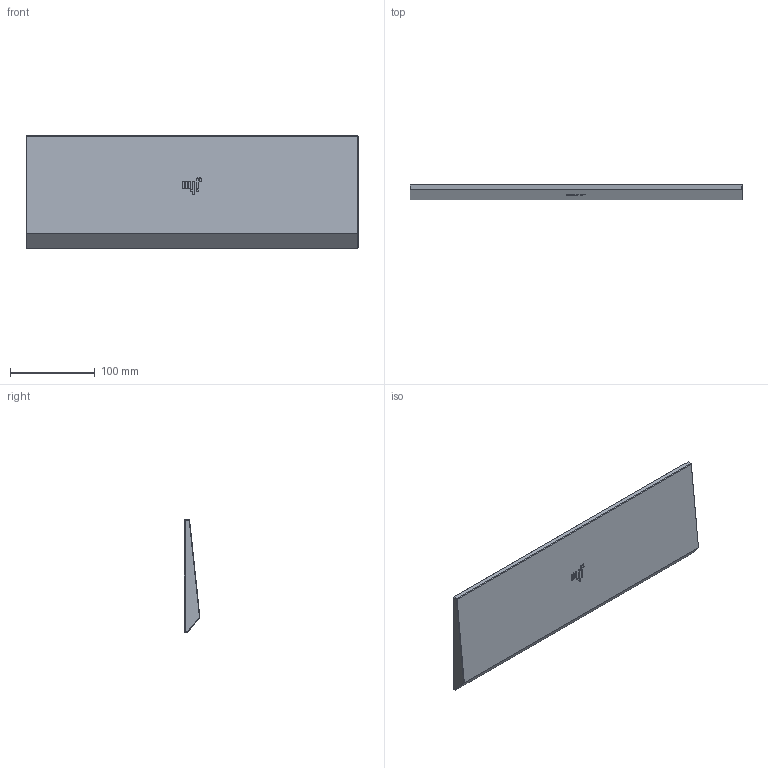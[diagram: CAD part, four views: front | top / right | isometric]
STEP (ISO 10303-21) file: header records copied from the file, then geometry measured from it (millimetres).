
FILE_DESCRIPTION (( 'STEP AP214' ), '1' );
FILE_NAME ('BottomPlateV2.STEP', '2020-10-30T19:33:56', ( '' ), ( '' ), 'SwSTEP 2.0', 'SolidWorks 2020', '' );
FILE_SCHEMA (( 'AUTOMOTIVE_DESIGN' ));
Length unit declared in the file: centimetre
Products named in the file (1): BottomPlateV2
Bounding box: 390.7 x 18.5 x 132.7 mm (x, y, z)
Volume: 502327.5 mm3; surface area: 116738.4 mm2
Topology: 1 solids, 1 shells, 209 faces, 568 edges, 358 vertices
Faces by surface type: plane 99, cylinder 90, cone 20
Entity records: 6700 total; most frequent: DIRECTION 1146, CARTESIAN_POINT 1122, ORIENTED_EDGE 1096, EDGE_CURVE 548, AXIS2_PLACEMENT_3D 390, LINE 366, VECTOR 366, VERTEX_POINT 358
